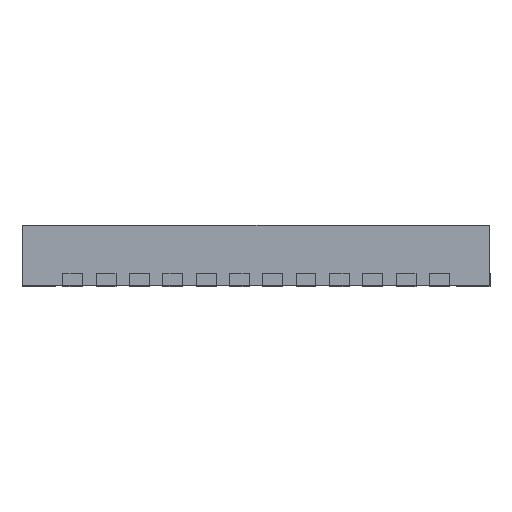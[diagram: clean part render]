
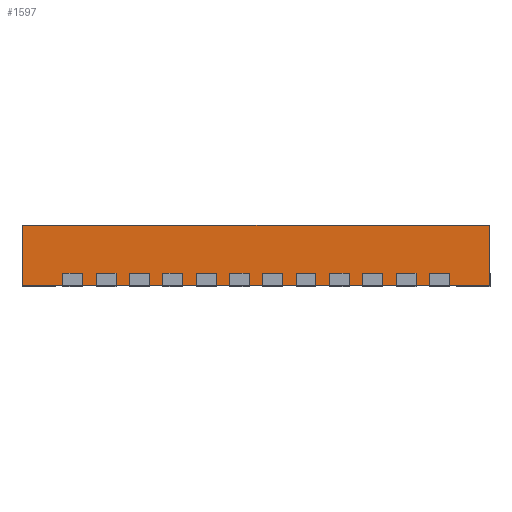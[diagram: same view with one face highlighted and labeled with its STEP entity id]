
A CAD part, left-side view. The second image highlights one B-rep face of the part: STEP entity #1597.
In plain terms, the highlighted planar face has unit normal (-1, 0, 0).
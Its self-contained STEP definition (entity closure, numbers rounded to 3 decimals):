
#626 = VERTEX_POINT('',#627);
#627 = CARTESIAN_POINT('',(-3.49,3.49,
    0.02));
#642 = VERTEX_POINT('',#643);
#643 = CARTESIAN_POINT('',(-3.49,-3.49,
    0.02));
#649 = EDGE_CURVE('',#626,#642,#650,.T.);
#650 = LINE('',#651,#652);
#651 = CARTESIAN_POINT('',(-3.49,-3.49,
    0.02));
#652 = VECTOR('',#653,1.);
#653 = DIRECTION('',(0.,-1.,-0.));
#992 = VERTEX_POINT('',#993);
#993 = CARTESIAN_POINT('',(-3.49,3.49,0.917
    ));
#999 = EDGE_CURVE('',#992,#1000,#1002,.T.);
#1000 = VERTEX_POINT('',#1001);
#1001 = CARTESIAN_POINT('',(-3.49,-3.49,
    0.917));
#1002 = LINE('',#1003,#1004);
#1003 = CARTESIAN_POINT('',(-3.49,-3.49,
    0.917));
#1004 = VECTOR('',#1005,1.);
#1005 = DIRECTION('',(0.,-1.,-0.));
#1580 = EDGE_CURVE('',#992,#626,#1581,.T.);
#1581 = LINE('',#1582,#1583);
#1582 = CARTESIAN_POINT('',(-3.49,3.49,
    0.917));
#1583 = VECTOR('',#1584,1.);
#1584 = DIRECTION('',(0.,-0.,-1.));
#1597 = ADVANCED_FACE('',(#1598),#1609,.F.);
#1598 = FACE_BOUND('',#1599,.T.);
#1599 = EDGE_LOOP('',(#1600,#1601,#1607,#1608));
#1600 = ORIENTED_EDGE('',*,*,#649,.T.);
#1601 = ORIENTED_EDGE('',*,*,#1602,.F.);
#1602 = EDGE_CURVE('',#1000,#642,#1603,.T.);
#1603 = LINE('',#1604,#1605);
#1604 = CARTESIAN_POINT('',(-3.49,-3.49,
    0.917));
#1605 = VECTOR('',#1606,1.);
#1606 = DIRECTION('',(0.,-0.,-1.));
#1607 = ORIENTED_EDGE('',*,*,#999,.F.);
#1608 = ORIENTED_EDGE('',*,*,#1580,.T.);
#1609 = PLANE('',#1610);
#1610 = AXIS2_PLACEMENT_3D('',#1611,#1612,#1613);
#1611 = CARTESIAN_POINT('',(-3.49,-3.49,
    0.917));
#1612 = DIRECTION('',(1.,0.,0.));
#1613 = DIRECTION('',(0.,0.,-1.));
